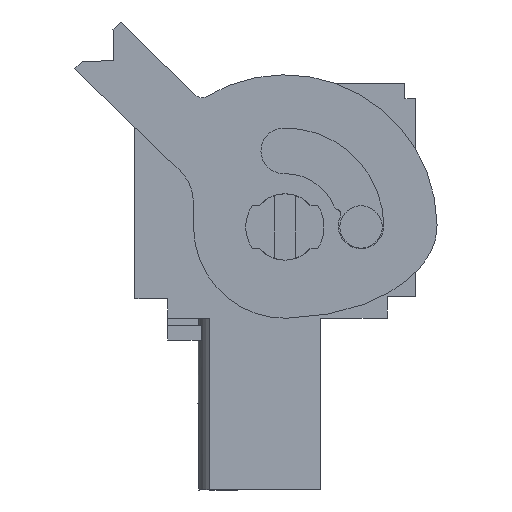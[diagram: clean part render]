
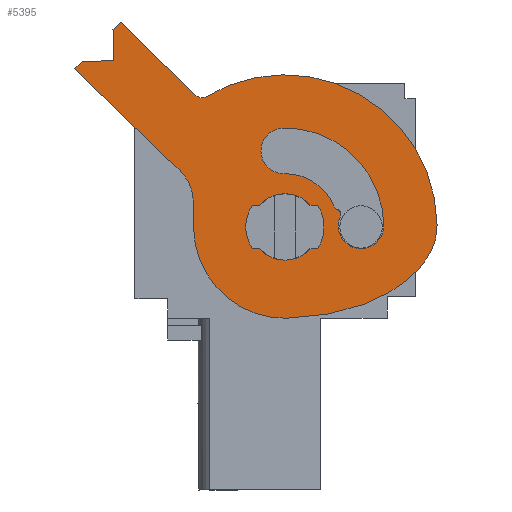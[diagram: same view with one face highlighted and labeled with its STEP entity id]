
A CAD part, left-side view. The second image highlights one B-rep face of the part: STEP entity #5395.
In plain terms, the highlighted planar face has unit normal (-1, 0, 0).
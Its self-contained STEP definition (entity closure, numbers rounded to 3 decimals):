
#4734=AXIS2_PLACEMENT_3D('Circle Axis2P3D',#4732,#4733,$) ;
#4937=AXIS2_PLACEMENT_3D('Circle Axis2P3D',#4935,#4936,$) ;
#4968=AXIS2_PLACEMENT_3D('Circle Axis2P3D',#4966,#4967,$) ;
#5121=AXIS2_PLACEMENT_3D('Circle Axis2P3D',#5119,#5120,$) ;
#5152=AXIS2_PLACEMENT_3D('Circle Axis2P3D',#5150,#5151,$) ;
#5176=AXIS2_PLACEMENT_3D('Circle Axis2P3D',#5174,#5175,$) ;
#5200=AXIS2_PLACEMENT_3D('Circle Axis2P3D',#5198,#5199,$) ;
#5224=AXIS2_PLACEMENT_3D('Circle Axis2P3D',#5222,#5223,$) ;
#5241=AXIS2_PLACEMENT_3D('Circle Axis2P3D',#5239,#5240,$) ;
#5258=AXIS2_PLACEMENT_3D('Circle Axis2P3D',#5256,#5257,$) ;
#5306=AXIS2_PLACEMENT_3D('Circle Axis2P3D',#5304,#5305,$) ;
#5362=AXIS2_PLACEMENT_3D('Plane Axis2P3D',#5359,#5360,#5361) ;
#5380=AXIS2_PLACEMENT_3D('Circle Axis2P3D',#5378,#5379,$) ;
#4729=CARTESIAN_POINT('Vertex',(0.5,6.999,13.625)) ;
#4732=CARTESIAN_POINT('Axis2P3D Location',(0.5,6.999,12.1)) ;
#4736=CARTESIAN_POINT('Vertex',(0.5,6.999,10.575)) ;
#4932=CARTESIAN_POINT('Vertex',(0.5,10.607,18.099)) ;
#4935=CARTESIAN_POINT('Axis2P3D Location',(0.5,6.999,12.1)) ;
#4939=CARTESIAN_POINT('Vertex',(0.5,0.,12.21)) ;
#4963=CARTESIAN_POINT('Vertex',(0.5,6.933,7.901)) ;
#4966=CARTESIAN_POINT('Axis2P3D Location',(0.5,6.999,12.1)) ;
#4970=CARTESIAN_POINT('Vertex',(0.5,11.198,12.034)) ;
#4994=CARTESIAN_POINT('Vertex',(0.5,16.66,19.374)) ;
#4997=CARTESIAN_POINT('Line Origine',(0.5,16.492,19.547)) ;
#5001=CARTESIAN_POINT('Vertex',(0.5,16.324,19.72)) ;
#5021=CARTESIAN_POINT('Line Origine',(0.5,15.605,19.732)) ;
#5025=CARTESIAN_POINT('Vertex',(0.5,14.886,19.743)) ;
#5045=CARTESIAN_POINT('Line Origine',(0.5,14.897,20.462)) ;
#5049=CARTESIAN_POINT('Vertex',(0.5,14.909,21.181)) ;
#5064=CARTESIAN_POINT('Line Origine',(0.5,14.741,21.355)) ;
#5068=CARTESIAN_POINT('Vertex',(0.5,14.573,21.528)) ;
#5088=CARTESIAN_POINT('Line Origine',(0.5,12.832,19.841)) ;
#5092=CARTESIAN_POINT('Vertex',(0.5,11.091,18.154)) ;
#5116=CARTESIAN_POINT('Vertex',(0.5,7.038,14.55)) ;
#5119=CARTESIAN_POINT('Axis2P3D Location',(0.5,6.999,12.1)) ;
#5123=CARTESIAN_POINT('Vertex',(0.5,4.727,13.018)) ;
#5147=CARTESIAN_POINT('Vertex',(0.5,4.583,12.897)) ;
#5150=CARTESIAN_POINT('Axis2P3D Location',(0.5,4.624,12.701)) ;
#5154=CARTESIAN_POINT('Vertex',(0.5,4.444,12.614)) ;
#5174=CARTESIAN_POINT('Axis2P3D Location',(0.5,4.542,13.093)) ;
#5195=CARTESIAN_POINT('Vertex',(0.5,7.071,16.649)) ;
#5198=CARTESIAN_POINT('Axis2P3D Location',(0.5,7.054,15.6)) ;
#5219=CARTESIAN_POINT('Vertex',(0.5,2.45,12.172)) ;
#5222=CARTESIAN_POINT('Axis2P3D Location',(0.5,6.999,12.1)) ;
#5239=CARTESIAN_POINT('Axis2P3D Location',(0.5,3.499,12.155)) ;
#5256=CARTESIAN_POINT('Axis2P3D Location',(0.5,10.813,18.442)) ;
#5277=CARTESIAN_POINT('Vertex',(0.5,11.826,14.689)) ;
#5280=CARTESIAN_POINT('Line Origine',(0.5,14.243,17.031)) ;
#5301=CARTESIAN_POINT('Vertex',(0.5,11.218,13.284)) ;
#5304=CARTESIAN_POINT('Axis2P3D Location',(0.5,13.218,13.253)) ;
#5321=CARTESIAN_POINT('Line Origine',(0.5,11.208,12.659)) ;
#5342=CARTESIAN_POINT('Control Point',(0.5,6.933,7.901)) ;
#5343=CARTESIAN_POINT('Control Point',(0.5,5.853,7.917)) ;
#5344=CARTESIAN_POINT('Control Point',(0.5,4.775,8.059)) ;
#5345=CARTESIAN_POINT('Control Point',(0.5,3.734,8.326)) ;
#5346=CARTESIAN_POINT('Control Point',(0.5,1.928,9.07)) ;
#5347=CARTESIAN_POINT('Control Point',(0.5,0.648,10.227)) ;
#5348=CARTESIAN_POINT('Control Point',(0.5,0.205,10.857)) ;
#5349=CARTESIAN_POINT('Control Point',(0.5,-0.011,11.535)) ;
#5350=CARTESIAN_POINT('Control Point',(0.5,0.,12.21)) ;
#5359=CARTESIAN_POINT('Axis2P3D Location',(0.5,8.399,24.2)) ;
#5378=CARTESIAN_POINT('Axis2P3D Location',(0.5,6.999,12.1)) ;
#4733=DIRECTION('Axis2P3D Direction',(-1.,0.,0.)) ;
#4936=DIRECTION('Axis2P3D Direction',(-1.,0.,0.)) ;
#4967=DIRECTION('Axis2P3D Direction',(-1.,0.,0.)) ;
#4998=DIRECTION('Vector Direction',(0.,-0.696,0.718)) ;
#5022=DIRECTION('Vector Direction',(0.,-1.,0.016)) ;
#5046=DIRECTION('Vector Direction',(0.,0.016,1.)) ;
#5065=DIRECTION('Vector Direction',(0.,-0.696,0.718)) ;
#5089=DIRECTION('Vector Direction',(0.,-0.718,-0.696)) ;
#5120=DIRECTION('Axis2P3D Direction',(-1.,0.,0.)) ;
#5151=DIRECTION('Axis2P3D Direction',(-1.,0.,0.)) ;
#5175=DIRECTION('Axis2P3D Direction',(-1.,0.,0.)) ;
#5199=DIRECTION('Axis2P3D Direction',(-1.,0.,0.)) ;
#5223=DIRECTION('Axis2P3D Direction',(-1.,0.,0.)) ;
#5240=DIRECTION('Axis2P3D Direction',(-1.,0.,0.)) ;
#5257=DIRECTION('Axis2P3D Direction',(-1.,0.,0.)) ;
#5281=DIRECTION('Vector Direction',(0.,-0.718,-0.696)) ;
#5305=DIRECTION('Axis2P3D Direction',(-1.,0.,0.)) ;
#5322=DIRECTION('Vector Direction',(0.,-0.016,-1.)) ;
#5360=DIRECTION('Axis2P3D Direction',(1.,0.,0.)) ;
#5361=DIRECTION('Axis2P3D XDirection',(0.,0.,-1.)) ;
#5379=DIRECTION('Axis2P3D Direction',(1.,0.,0.)) ;
#4999=VECTOR('Line Direction',#4998,1.) ;
#5023=VECTOR('Line Direction',#5022,1.) ;
#5047=VECTOR('Line Direction',#5046,1.) ;
#5066=VECTOR('Line Direction',#5065,1.) ;
#5090=VECTOR('Line Direction',#5089,1.) ;
#5282=VECTOR('Line Direction',#5281,1.) ;
#5323=VECTOR('Line Direction',#5322,1.) ;
#5365=ORIENTED_EDGE('',*,*,#5351,.T.) ;
#5366=ORIENTED_EDGE('',*,*,#4941,.F.) ;
#5367=ORIENTED_EDGE('',*,*,#5260,.T.) ;
#5368=ORIENTED_EDGE('',*,*,#5094,.F.) ;
#5369=ORIENTED_EDGE('',*,*,#5070,.F.) ;
#5370=ORIENTED_EDGE('',*,*,#5051,.F.) ;
#5371=ORIENTED_EDGE('',*,*,#5027,.F.) ;
#5372=ORIENTED_EDGE('',*,*,#5003,.F.) ;
#5373=ORIENTED_EDGE('',*,*,#5284,.T.) ;
#5374=ORIENTED_EDGE('',*,*,#5308,.T.) ;
#5375=ORIENTED_EDGE('',*,*,#5325,.T.) ;
#5376=ORIENTED_EDGE('',*,*,#4972,.F.) ;
#5384=ORIENTED_EDGE('',*,*,#5382,.T.) ;
#5385=ORIENTED_EDGE('',*,*,#4738,.T.) ;
#5388=ORIENTED_EDGE('',*,*,#5226,.T.) ;
#5389=ORIENTED_EDGE('',*,*,#5243,.T.) ;
#5390=ORIENTED_EDGE('',*,*,#5156,.F.) ;
#5391=ORIENTED_EDGE('',*,*,#5178,.T.) ;
#5392=ORIENTED_EDGE('',*,*,#5125,.F.) ;
#5393=ORIENTED_EDGE('',*,*,#5202,.T.) ;
#5386=FACE_BOUND('',#5383,.T.) ;
#5394=FACE_BOUND('',#5387,.T.) ;
#5395=ADVANCED_FACE('L\X2\00F6\X0\sehebel.2',(#5377,#5386,#5394),#5363,.F.) ;
#5341=B_SPLINE_CURVE_WITH_KNOTS('',5,(#5342,#5343,#5344,#5345,#5346,#5347,#5348,#5349,#5350),.UNSPECIFIED.,.F.,.U.,(6,3,6),(0.,8.296,15.673),.UNSPECIFIED.) ;
#4735=CIRCLE('generated circle',#4734,1.525) ;
#4938=CIRCLE('generated circle',#4937,7.) ;
#4969=CIRCLE('generated circle',#4968,4.2) ;
#5122=CIRCLE('generated circle',#5121,2.45) ;
#5153=CIRCLE('generated circle',#5152,0.2) ;
#5177=CIRCLE('generated circle',#5176,0.2) ;
#5201=CIRCLE('generated circle',#5200,1.05) ;
#5225=CIRCLE('generated circle',#5224,4.55) ;
#5242=CIRCLE('generated circle',#5241,1.05) ;
#5259=CIRCLE('generated circle',#5258,0.4) ;
#5307=CIRCLE('generated circle',#5306,2.) ;
#5381=CIRCLE('generated circle',#5380,1.525) ;
#4738=EDGE_CURVE('',#4737,#4730,#4735,.F.) ;
#4941=EDGE_CURVE('',#4933,#4940,#4938,.F.) ;
#4972=EDGE_CURVE('',#4964,#4971,#4969,.F.) ;
#5003=EDGE_CURVE('',#4995,#5002,#5000,.T.) ;
#5027=EDGE_CURVE('',#5002,#5026,#5024,.T.) ;
#5051=EDGE_CURVE('',#5026,#5050,#5048,.T.) ;
#5070=EDGE_CURVE('',#5050,#5069,#5067,.T.) ;
#5094=EDGE_CURVE('',#5069,#5093,#5091,.T.) ;
#5125=EDGE_CURVE('',#5117,#5124,#5122,.F.) ;
#5156=EDGE_CURVE('',#5148,#5155,#5153,.F.) ;
#5178=EDGE_CURVE('',#5148,#5124,#5177,.F.) ;
#5202=EDGE_CURVE('',#5117,#5196,#5201,.F.) ;
#5226=EDGE_CURVE('',#5196,#5220,#5225,.F.) ;
#5243=EDGE_CURVE('',#5220,#5155,#5242,.F.) ;
#5260=EDGE_CURVE('',#4933,#5093,#5259,.F.) ;
#5284=EDGE_CURVE('',#4995,#5278,#5283,.T.) ;
#5308=EDGE_CURVE('',#5278,#5302,#5307,.F.) ;
#5325=EDGE_CURVE('',#5302,#4971,#5324,.T.) ;
#5351=EDGE_CURVE('',#4964,#4940,#5341,.T.) ;
#5382=EDGE_CURVE('',#4730,#4737,#5381,.T.) ;
#5364=EDGE_LOOP('',(#5365,#5366,#5367,#5368,#5369,#5370,#5371,#5372,#5373,#5374,#5375,#5376)) ;
#5383=EDGE_LOOP('',(#5384,#5385)) ;
#5387=EDGE_LOOP('',(#5388,#5389,#5390,#5391,#5392,#5393)) ;
#5377=FACE_OUTER_BOUND('',#5364,.T.) ;
#5000=LINE('Line',#4997,#4999) ;
#5024=LINE('Line',#5021,#5023) ;
#5048=LINE('Line',#5045,#5047) ;
#5067=LINE('Line',#5064,#5066) ;
#5091=LINE('Line',#5088,#5090) ;
#5283=LINE('Line',#5280,#5282) ;
#5324=LINE('Line',#5321,#5323) ;
#5363=PLANE('',#5362) ;
#4730=VERTEX_POINT('',#4729) ;
#4737=VERTEX_POINT('',#4736) ;
#4933=VERTEX_POINT('',#4932) ;
#4940=VERTEX_POINT('',#4939) ;
#4964=VERTEX_POINT('',#4963) ;
#4971=VERTEX_POINT('',#4970) ;
#4995=VERTEX_POINT('',#4994) ;
#5002=VERTEX_POINT('',#5001) ;
#5026=VERTEX_POINT('',#5025) ;
#5050=VERTEX_POINT('',#5049) ;
#5069=VERTEX_POINT('',#5068) ;
#5093=VERTEX_POINT('',#5092) ;
#5117=VERTEX_POINT('',#5116) ;
#5124=VERTEX_POINT('',#5123) ;
#5148=VERTEX_POINT('',#5147) ;
#5155=VERTEX_POINT('',#5154) ;
#5196=VERTEX_POINT('',#5195) ;
#5220=VERTEX_POINT('',#5219) ;
#5278=VERTEX_POINT('',#5277) ;
#5302=VERTEX_POINT('',#5301) ;
